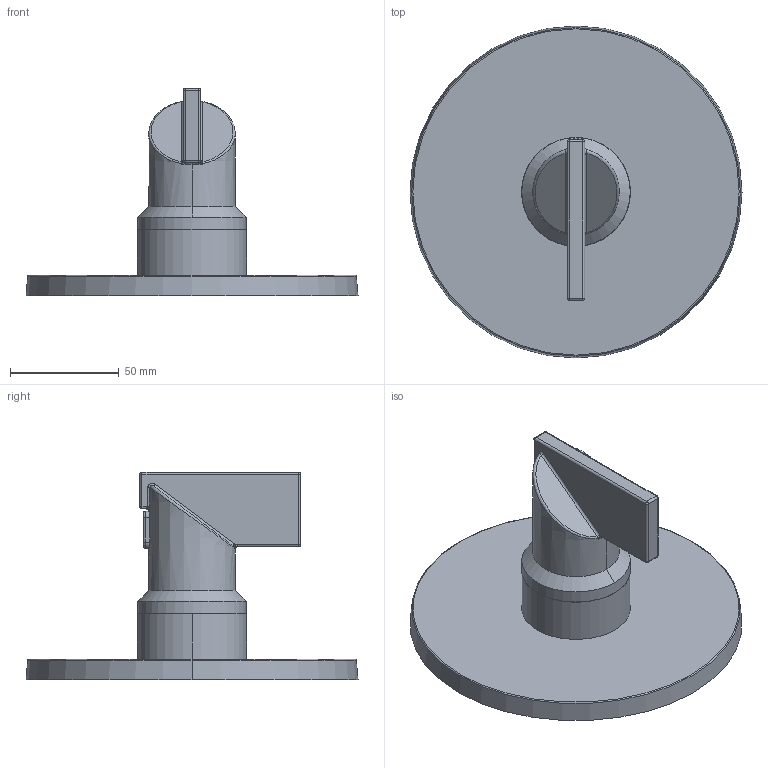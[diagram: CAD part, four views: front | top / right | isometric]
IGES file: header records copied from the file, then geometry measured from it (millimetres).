
Start section:  PTC IGES file: 3-2484tr.igs
Global section: file name: 3-2484tr.igs; native system: Creo Parametric by PTC Inc.; preprocessor: 2018400; author: jinson.thomas; organization: Unknown; date: 20201204.104703; units: inch
Bounding box: 152.4 x 152.4 x 95.43 mm (x, y, z)
Volume: 290274.6 mm3; surface area: 54061.8 mm2
Topology: 1 solids, 1 shells, 89 faces, 197 edges, 111 vertices
Faces by surface type: revolution 56, bspline 33
